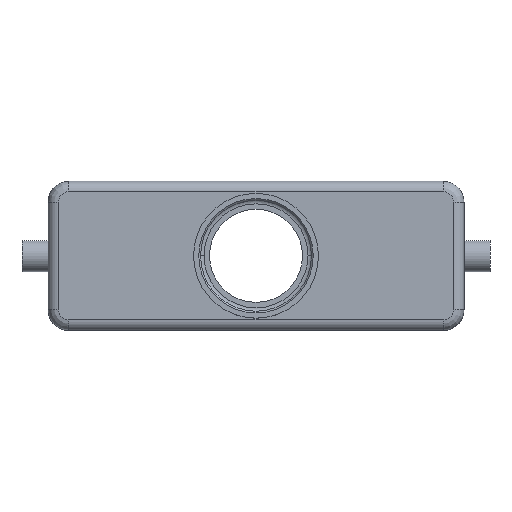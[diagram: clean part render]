
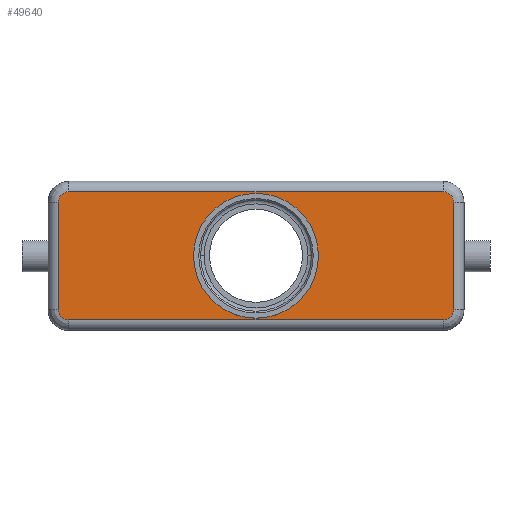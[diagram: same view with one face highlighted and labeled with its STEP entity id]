
A CAD part, top view. The second image highlights one B-rep face of the part: STEP entity #49640.
In plain terms, the highlighted planar face has unit normal (0, 0, 1).
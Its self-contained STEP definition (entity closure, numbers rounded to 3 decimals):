
#42420=CARTESIAN_POINT('',(-54.,18.5,55.));
#42430=DIRECTION('',(1.,0.,0.));
#42440=VECTOR('',#42430,108.);
#42450=LINE('',#42420,#42440);
#42460=CARTESIAN_POINT('',(-54.,18.5,55.));
#42470=VERTEX_POINT('',#42460);
#42480=CARTESIAN_POINT('',(54.,18.5,55.));
#42490=VERTEX_POINT('',#42480);
#42500=EDGE_CURVE('',#42470,#42490,#42450,.T.);
#42800=CARTESIAN_POINT('',(57.,15.5,55.));
#42810=DIRECTION('',(0.,-1.,0.));
#42820=VECTOR('',#42810,31.);
#42830=LINE('',#42800,#42820);
#42840=CARTESIAN_POINT('',(57.,15.5,55.));
#42850=VERTEX_POINT('',#42840);
#42860=CARTESIAN_POINT('',(57.,-15.5,55.));
#42870=VERTEX_POINT('',#42860);
#42880=EDGE_CURVE('',#42850,#42870,#42830,.T.);
#43290=CARTESIAN_POINT('',(-57.,15.5,55.));
#43300=VERTEX_POINT('',#43290);
#43330=CARTESIAN_POINT('',(-57.,-15.5,55.));
#43340=DIRECTION('',(0.,1.,0.));
#43350=VECTOR('',#43340,31.);
#43360=LINE('',#43330,#43350);
#43370=CARTESIAN_POINT('',(-57.,-15.5,55.));
#43380=VERTEX_POINT('',#43370);
#43390=EDGE_CURVE('',#43380,#43300,#43360,.T.);
#43560=CARTESIAN_POINT('',(54.,-18.5,55.));
#43570=DIRECTION('',(-1.,0.,0.));
#43580=VECTOR('',#43570,108.);
#43590=LINE('',#43560,#43580);
#43600=CARTESIAN_POINT('',(54.,-18.5,55.));
#43610=VERTEX_POINT('',#43600);
#43620=CARTESIAN_POINT('',(-54.,-18.5,55.));
#43630=VERTEX_POINT('',#43620);
#43640=EDGE_CURVE('',#43610,#43630,#43590,.T.);
#45410=CARTESIAN_POINT('',(0.,-18.,55.));
#45420=VERTEX_POINT('',#45410);
#45450=CARTESIAN_POINT('',(0.,0.,55.));
#45460=DIRECTION('',(0.,0.,-1.));
#45470=DIRECTION('',(0.,1.,0.));
#45480=AXIS2_PLACEMENT_3D('',#45450,#45460,#45470);
#45490=CIRCLE('',#45480,18.);
#45500=CARTESIAN_POINT('',(0.,18.,55.));
#45510=VERTEX_POINT('',#45500);
#45520=EDGE_CURVE('',#45420,#45510,#45490,.T.);
#49200=CARTESIAN_POINT('',(60.,0.,55.));
#49210=DIRECTION('',(0.,0.,1.));
#49220=DIRECTION('',(1.,0.,0.));
#49230=AXIS2_PLACEMENT_3D('',#49200,#49210,#49220);
#49240=PLANE('',#49230);
#49250=CARTESIAN_POINT('',(54.,-15.5,55.));
#49260=DIRECTION('',(0.,0.,-1.));
#49270=DIRECTION('',(0.707,-0.707,0.));
#49280=AXIS2_PLACEMENT_3D('',#49250,#49260,#49270);
#49290=CIRCLE('',#49280,3.);
#49300=EDGE_CURVE('',#42870,#43610,#49290,.T.);
#49310=ORIENTED_EDGE('',*,*,#49300,.F.);
#49320=ORIENTED_EDGE('',*,*,#43640,.F.);
#49330=CARTESIAN_POINT('',(-54.,-15.5,55.));
#49340=DIRECTION('',(0.,0.,-1.));
#49350=DIRECTION('',(-0.707,-0.707,0.));
#49360=AXIS2_PLACEMENT_3D('',#49330,#49340,#49350);
#49370=CIRCLE('',#49360,3.);
#49380=EDGE_CURVE('',#43630,#43380,#49370,.T.);
#49390=ORIENTED_EDGE('',*,*,#49380,.F.);
#49400=ORIENTED_EDGE('',*,*,#43390,.F.);
#49410=CARTESIAN_POINT('',(-54.,15.5,55.));
#49420=DIRECTION('',(0.,0.,-1.));
#49430=DIRECTION('',(-0.707,0.707,0.));
#49440=AXIS2_PLACEMENT_3D('',#49410,#49420,#49430);
#49450=CIRCLE('',#49440,3.);
#49460=EDGE_CURVE('',#43300,#42470,#49450,.T.);
#49470=ORIENTED_EDGE('',*,*,#49460,.F.);
#49480=ORIENTED_EDGE('',*,*,#42500,.F.);
#49490=CARTESIAN_POINT('',(54.,15.5,55.));
#49500=DIRECTION('',(0.,0.,-1.));
#49510=DIRECTION('',(0.707,0.707,0.));
#49520=AXIS2_PLACEMENT_3D('',#49490,#49500,#49510);
#49530=CIRCLE('',#49520,3.);
#49540=EDGE_CURVE('',#42490,#42850,#49530,.T.);
#49550=ORIENTED_EDGE('',*,*,#49540,.F.);
#49560=ORIENTED_EDGE('',*,*,#42880,.F.);
#49570=EDGE_LOOP('',(#49560,#49550,#49480,#49470,#49400,#49390,#49320,
#49310));
#49580=FACE_OUTER_BOUND('',#49570,.T.);
#49590=EDGE_CURVE('',#45510,#45420,#45490,.T.);
#49600=ORIENTED_EDGE('',*,*,#49590,.T.);
#49610=ORIENTED_EDGE('',*,*,#45520,.T.);
#49620=EDGE_LOOP('',(#49610,#49600));
#49630=FACE_BOUND('',#49620,.T.);
#49640=ADVANCED_FACE('',(#49580,#49630),#49240,.T.);
